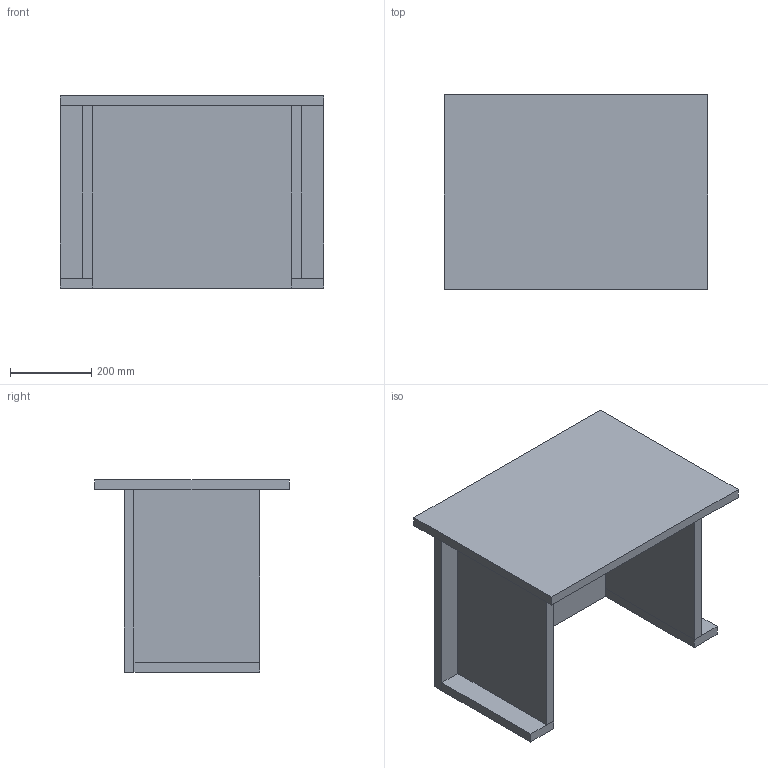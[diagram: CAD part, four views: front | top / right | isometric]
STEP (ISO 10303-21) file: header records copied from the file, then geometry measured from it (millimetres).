
FILE_DESCRIPTION(/* description */ ('','CAx-IF Rec.Pracs.---Representation and Presentation of Product Manufacturing Information (PMI)---4.0---2014-10-13'),/* implementation_level */ '2;1');
FILE_NAME(/* name */ 'router-table.step',/* time_stamp */ '2024-12-19T21:07:01+01:00',/* author */ (''),/* organization */ (''),/* preprocessor_version */ 'ST-DEVELOPER v20',/* originating_system */ 'Autodesk Translation Framework v13.20.0.188',/* authorisation */ '');
FILE_SCHEMA (('AP242_MANAGED_MODEL_BASED_3D_ENGINEERING_MIM_LF { 1 0 10303 442 1 1 4 }'));
Length unit declared in the file: millimetre
Products named in the file (7): router-table; back-wall; right-foot; left-foot; right-side; left-side; top
Assembly tree (6 placements, depth 2):
  router-table
    back-wall
    right-foot
    left-foot
    right-side
    left-side
    top
Bounding box: 650 x 480 x 474 mm (x, y, z)
Volume: 22037280 mm3; surface area: 2051576 mm2
Topology: 6 solids, 6 shells, 36 faces, 72 edges, 48 vertices
Faces by surface type: plane 36
Entity records: 1129 total; most frequent: DIRECTION 170, CARTESIAN_POINT 169, ORIENTED_EDGE 144, LINE 72, VECTOR 72, EDGE_CURVE 72, AXIS2_PLACEMENT_3D 49, VERTEX_POINT 48
